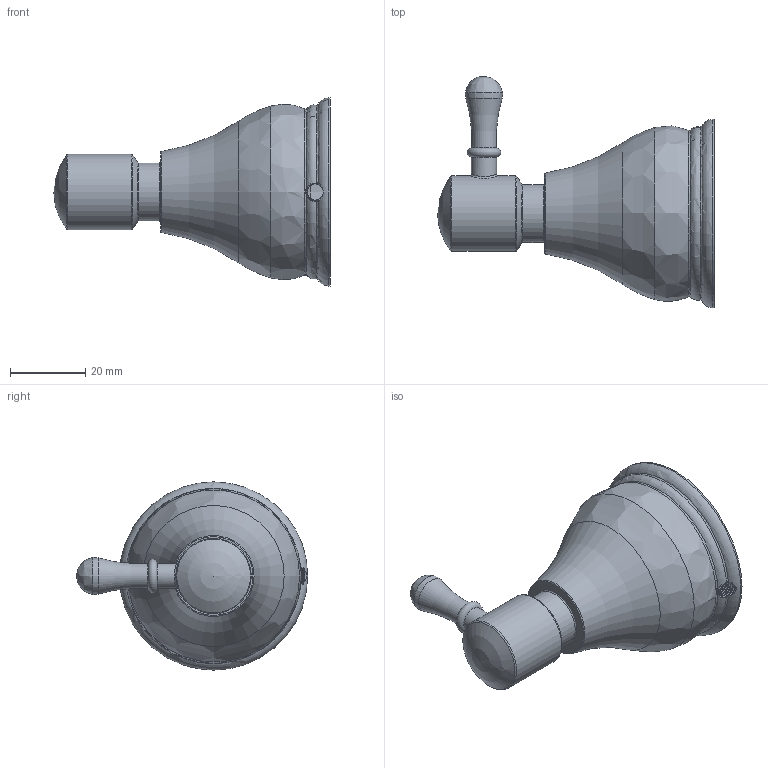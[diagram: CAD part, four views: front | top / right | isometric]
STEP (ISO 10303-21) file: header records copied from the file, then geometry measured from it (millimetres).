
FILE_DESCRIPTION(/* description */ (''),/* implementation_level */ '2;1');
FILE_NAME(/* name */ '53054.stp',/* time_stamp */ '2019-11-27T16:40:40+08:00',/* author */ (''),/* organization */ (''),/* preprocessor_version */ 'ST-DEVELOPER v16',/* originating_system */ 'SIEMENS PLM Software NX 10.0',/* authorisation */ '');
FILE_SCHEMA (('AP203_CONFIGURATION_CONTROLLED_3D_DESIGN_OF_MECHANICAL_PARTS_AND_ASSEMBLIES_MIM_LF { 1 0 10303 403 2 1 2}'));
Length unit declared in the file: millimetre
Products named in the file (1): AdmiF1F0D7F1lqdr
Bounding box: 73.42 x 61.45 x 50 mm (x, y, z)
Volume: 21764.4 mm3; surface area: 14538.8 mm2
Topology: 1 solids, 1 shells, 82 faces, 216 edges, 138 vertices
Faces by surface type: cylinder 23, plane 22, torus 15, bspline 15, cone 5, sphere 2
Full cylindrical faces by diameter (mm): 0.2 x1, 6.68 x1, 15.39 x1, 20 x1, 50 x1
Entity records: 5488 total; most frequent: CARTESIAN_POINT 3675, ORIENTED_EDGE 370, DIRECTION 296, EDGE_CURVE 185, VERTEX_POINT 131, AXIS2_PLACEMENT_3D 122, EDGE_LOOP 110, ADVANCED_FACE 82
